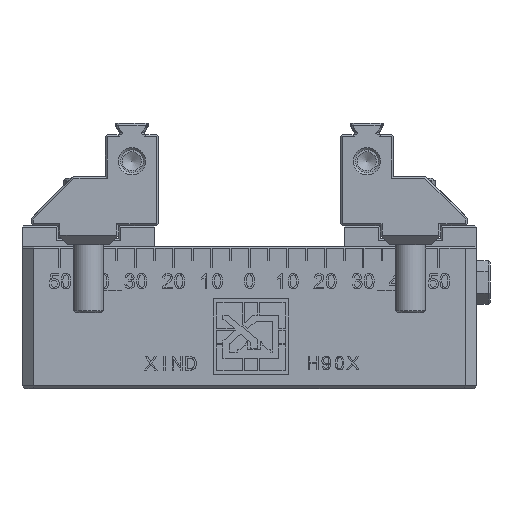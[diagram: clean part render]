
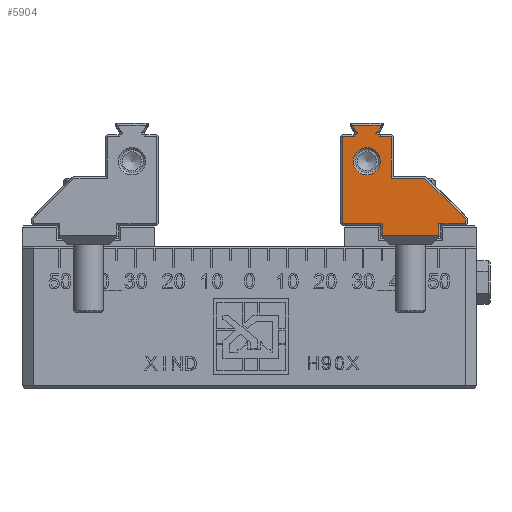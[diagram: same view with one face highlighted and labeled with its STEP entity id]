
A CAD part, front view. The second image highlights one B-rep face of the part: STEP entity #5904.
In plain terms, the highlighted planar face has unit normal (0, -1, 0).
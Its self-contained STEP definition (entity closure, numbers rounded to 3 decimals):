
#2029=ELLIPSE('',#60066,0.566,0.4);
#2030=ELLIPSE('',#60067,0.566,0.4);
#5904=ADVANCED_FACE('',(#24221,#24222),#9174,.T.);
#9174=PLANE('',#60068);
#11511=LINE('',#78209,#17701);
#11525=LINE('',#78242,#17715);
#11530=LINE('',#78253,#17720);
#11539=LINE('',#78274,#17729);
#11540=LINE('',#78276,#17730);
#11541=LINE('',#78278,#17731);
#11542=LINE('',#78280,#17732);
#11543=LINE('',#78282,#17733);
#11544=LINE('',#78284,#17734);
#11545=LINE('',#78286,#17735);
#11546=LINE('',#78288,#17736);
#11547=LINE('',#78290,#17737);
#11548=LINE('',#78292,#17738);
#11549=LINE('',#78294,#17739);
#11550=LINE('',#78296,#17740);
#11551=LINE('',#78299,#17741);
#11552=LINE('',#78301,#17742);
#11553=LINE('',#78303,#17743);
#11554=LINE('',#78305,#17744);
#11555=LINE('',#78307,#17745);
#11556=LINE('',#78311,#17746);
#17701=VECTOR('',#63984,1.);
#17715=VECTOR('',#64004,1.);
#17720=VECTOR('',#64011,1.);
#17729=VECTOR('',#64028,1.);
#17730=VECTOR('',#64029,1.);
#17731=VECTOR('',#64030,1.);
#17732=VECTOR('',#64031,1.);
#17733=VECTOR('',#64032,1.);
#17734=VECTOR('',#64033,1.);
#17735=VECTOR('',#64034,1.);
#17736=VECTOR('',#64035,1.);
#17737=VECTOR('',#64036,1.);
#17738=VECTOR('',#64037,1.);
#17739=VECTOR('',#64038,1.);
#17740=VECTOR('',#64039,1.);
#17741=VECTOR('',#64042,1.);
#17742=VECTOR('',#64043,1.);
#17743=VECTOR('',#64044,1.);
#17744=VECTOR('',#64045,1.);
#17745=VECTOR('',#64046,1.);
#17746=VECTOR('',#64049,1.);
#24221=FACE_BOUND('',#25064,.T.);
#24222=FACE_BOUND('',#25065,.T.);
#25064=EDGE_LOOP('',(#28927));
#25065=EDGE_LOOP('',(#28928,#28929,#28930,#28931,#28932,#28933,#28934,#28935,
#28936,#28937,#28938,#28939,#28940,#28941,#28942,#28943,#28944,#28945,#28946,
#28947,#28948,#28949,#28950));
#28927=ORIENTED_EDGE('',*,*,#51097,.F.);
#28928=ORIENTED_EDGE('',*,*,#51088,.F.);
#28929=ORIENTED_EDGE('',*,*,#51098,.F.);
#28930=ORIENTED_EDGE('',*,*,#51099,.F.);
#28931=ORIENTED_EDGE('',*,*,#51100,.F.);
#28932=ORIENTED_EDGE('',*,*,#51101,.F.);
#28933=ORIENTED_EDGE('',*,*,#51102,.F.);
#28934=ORIENTED_EDGE('',*,*,#51103,.F.);
#28935=ORIENTED_EDGE('',*,*,#51104,.F.);
#28936=ORIENTED_EDGE('',*,*,#51105,.F.);
#28937=ORIENTED_EDGE('',*,*,#51106,.F.);
#28938=ORIENTED_EDGE('',*,*,#51107,.F.);
#28939=ORIENTED_EDGE('',*,*,#51108,.F.);
#28940=ORIENTED_EDGE('',*,*,#51109,.F.);
#28941=ORIENTED_EDGE('',*,*,#51083,.F.);
#28942=ORIENTED_EDGE('',*,*,#51067,.F.);
#28943=ORIENTED_EDGE('',*,*,#51110,.F.);
#28944=ORIENTED_EDGE('',*,*,#51111,.F.);
#28945=ORIENTED_EDGE('',*,*,#51112,.F.);
#28946=ORIENTED_EDGE('',*,*,#51113,.F.);
#28947=ORIENTED_EDGE('',*,*,#51114,.T.);
#28948=ORIENTED_EDGE('',*,*,#51115,.T.);
#28949=ORIENTED_EDGE('',*,*,#51116,.T.);
#28950=ORIENTED_EDGE('',*,*,#51117,.F.);
#45515=VERTEX_POINT('',#78210);
#45516=VERTEX_POINT('',#78211);
#45531=VERTEX_POINT('',#78243);
#45535=VERTEX_POINT('',#78252);
#45536=VERTEX_POINT('',#78254);
#45543=VERTEX_POINT('',#78273);
#45544=VERTEX_POINT('',#78275);
#45545=VERTEX_POINT('',#78277);
#45546=VERTEX_POINT('',#78279);
#45547=VERTEX_POINT('',#78281);
#45548=VERTEX_POINT('',#78283);
#45549=VERTEX_POINT('',#78285);
#45550=VERTEX_POINT('',#78287);
#45551=VERTEX_POINT('',#78289);
#45552=VERTEX_POINT('',#78291);
#45553=VERTEX_POINT('',#78293);
#45554=VERTEX_POINT('',#78295);
#45555=VERTEX_POINT('',#78298);
#45556=VERTEX_POINT('',#78300);
#45557=VERTEX_POINT('',#78302);
#45558=VERTEX_POINT('',#78304);
#45559=VERTEX_POINT('',#78306);
#45560=VERTEX_POINT('',#78308);
#45561=VERTEX_POINT('',#78310);
#51067=EDGE_CURVE('',#45515,#45516,#11511,.T.);
#51083=EDGE_CURVE('',#45516,#45531,#11525,.T.);
#51088=EDGE_CURVE('',#45535,#45536,#11530,.T.);
#51097=EDGE_CURVE('',#45543,#45543,#59373,.T.);
#51098=EDGE_CURVE('',#45544,#45535,#11539,.T.);
#51099=EDGE_CURVE('',#45545,#45544,#11540,.T.);
#51100=EDGE_CURVE('',#45546,#45545,#11541,.T.);
#51101=EDGE_CURVE('',#45547,#45546,#11542,.T.);
#51102=EDGE_CURVE('',#45548,#45547,#11543,.T.);
#51103=EDGE_CURVE('',#45549,#45548,#11544,.T.);
#51104=EDGE_CURVE('',#45550,#45549,#11545,.T.);
#51105=EDGE_CURVE('',#45551,#45550,#11546,.T.);
#51106=EDGE_CURVE('',#45552,#45551,#11547,.T.);
#51107=EDGE_CURVE('',#45553,#45552,#11548,.T.);
#51108=EDGE_CURVE('',#45554,#45553,#11549,.T.);
#51109=EDGE_CURVE('',#45531,#45554,#11550,.T.);
#51110=EDGE_CURVE('',#45555,#45515,#2029,.T.);
#51111=EDGE_CURVE('',#45556,#45555,#11551,.T.);
#51112=EDGE_CURVE('',#45557,#45556,#11552,.T.);
#51113=EDGE_CURVE('',#45558,#45557,#11553,.T.);
#51114=EDGE_CURVE('',#45558,#45559,#11554,.T.);
#51115=EDGE_CURVE('',#45559,#45560,#11555,.T.);
#51116=EDGE_CURVE('',#45560,#45561,#2030,.T.);
#51117=EDGE_CURVE('',#45536,#45561,#11556,.T.);
#59373=CIRCLE('',#60065,3.6);
#60065=AXIS2_PLACEMENT_3D('',#78272,#64026,#64027);
#60066=AXIS2_PLACEMENT_3D('',#78297,#64040,#64041);
#60067=AXIS2_PLACEMENT_3D('',#78309,#64047,#64048);
#60068=AXIS2_PLACEMENT_3D('',#78312,#64050,#64051);
#63984=DIRECTION('',(1.,0.,0.));
#64004=DIRECTION('',(0.,0.,-1.));
#64011=DIRECTION('',(0.,0.,1.));
#64026=DIRECTION('',(0.,-1.,0.));
#64027=DIRECTION('',(0.,0.,-1.));
#64028=DIRECTION('',(1.,0.,0.));
#64029=DIRECTION('',(0.,0.,1.));
#64030=DIRECTION('',(-1.,0.,0.));
#64031=DIRECTION('',(0.,0.,1.));
#64032=DIRECTION('',(-1.,0.,0.));
#64033=DIRECTION('',(0.,0.,-1.));
#64034=DIRECTION('',(-1.,0.,0.));
#64035=DIRECTION('',(0.,0.,-1.));
#64036=DIRECTION('',(0.707,0.,-0.707));
#64037=DIRECTION('',(1.,0.,0.));
#64038=DIRECTION('',(0.,0.,-1.));
#64039=DIRECTION('',(1.,0.,0.));
#64040=DIRECTION('',(0.,-1.,0.));
#64041=DIRECTION('',(1.,0.,0.));
#64042=DIRECTION('',(-0.632,0.,-0.775));
#64043=DIRECTION('',(0.,0.,-1.));
#64044=DIRECTION('',(1.,0.,0.));
#64045=DIRECTION('',(0.,0.,-1.));
#64046=DIRECTION('',(0.632,0.,-0.775));
#64047=DIRECTION('',(0.,1.,0.));
#64048=DIRECTION('',(-1.,0.,0.));
#64049=DIRECTION('',(1.,0.,0.));
#64050=DIRECTION('',(0.,-1.,0.));
#64051=DIRECTION('',(0.,0.,-1.));
#78209=CARTESIAN_POINT('',(-325.,-345.,41.));
#78210=CARTESIAN_POINT('',(-316.018,-345.,41.));
#78211=CARTESIAN_POINT('',(-315.7,-345.,41.));
#78242=CARTESIAN_POINT('',(-315.7,-345.,-24.));
#78243=CARTESIAN_POINT('',(-315.7,-345.,40.5));
#78252=CARTESIAN_POINT('',(-322.3,-345.,40.5));
#78253=CARTESIAN_POINT('',(-322.3,-345.,-24.));
#78254=CARTESIAN_POINT('',(-322.3,-345.,41.));
#78272=CARTESIAN_POINT('',(-319.,-345.,34.));
#78273=CARTESIAN_POINT('',(-319.,-345.,30.4));
#78274=CARTESIAN_POINT('',(-322.3,-345.,40.5));
#78275=CARTESIAN_POINT('',(-325.5,-345.,40.5));
#78276=CARTESIAN_POINT('',(-325.5,-345.,40.5));
#78277=CARTESIAN_POINT('',(-325.5,-345.,17.5));
#78278=CARTESIAN_POINT('',(-325.5,-345.,17.5));
#78279=CARTESIAN_POINT('',(-315.,-345.,17.5));
#78280=CARTESIAN_POINT('',(-315.,-345.,17.5));
#78281=CARTESIAN_POINT('',(-315.,-345.,14.5));
#78282=CARTESIAN_POINT('',(-313.,-345.,14.5));
#78283=CARTESIAN_POINT('',(-300.,-345.,14.5));
#78284=CARTESIAN_POINT('',(-300.,-345.,-24.));
#78285=CARTESIAN_POINT('',(-300.,-345.,17.5));
#78286=CARTESIAN_POINT('',(-299.5,-345.,17.5));
#78287=CARTESIAN_POINT('',(-293.,-345.,17.5));
#78288=CARTESIAN_POINT('',(-293.,-345.,17.5));
#78289=CARTESIAN_POINT('',(-293.,-345.,18.793));
#78290=CARTESIAN_POINT('',(-293.354,-345.,19.146));
#78291=CARTESIAN_POINT('',(-303.707,-345.,29.5));
#78292=CARTESIAN_POINT('',(-303.5,-345.,29.5));
#78293=CARTESIAN_POINT('',(-312.5,-345.,29.5));
#78294=CARTESIAN_POINT('',(-312.5,-345.,30.));
#78295=CARTESIAN_POINT('',(-312.5,-345.,40.5));
#78296=CARTESIAN_POINT('',(-312.5,-345.,40.5));
#78297=CARTESIAN_POINT('',(-316.018,-345.,41.4));
#78298=CARTESIAN_POINT('',(-316.508,-345.,41.6));
#78299=CARTESIAN_POINT('',(-347.242,-345.,3.959));
#78300=CARTESIAN_POINT('',(-315.5,-345.,42.835));
#78301=CARTESIAN_POINT('',(-315.5,-345.,44.));
#78302=CARTESIAN_POINT('',(-315.5,-345.,43.5));
#78303=CARTESIAN_POINT('',(-315.776,-345.,43.5));
#78304=CARTESIAN_POINT('',(-322.5,-345.,43.5));
#78305=CARTESIAN_POINT('',(-322.5,-345.,44.));
#78306=CARTESIAN_POINT('',(-322.5,-345.,42.835));
#78307=CARTESIAN_POINT('',(-290.758,-345.,3.959));
#78308=CARTESIAN_POINT('',(-321.492,-345.,41.6));
#78309=CARTESIAN_POINT('',(-321.982,-345.,41.4));
#78310=CARTESIAN_POINT('',(-321.982,-345.,41.));
#78311=CARTESIAN_POINT('',(-325.,-345.,41.));
#78312=CARTESIAN_POINT('',(-325.,-345.,-24.));
